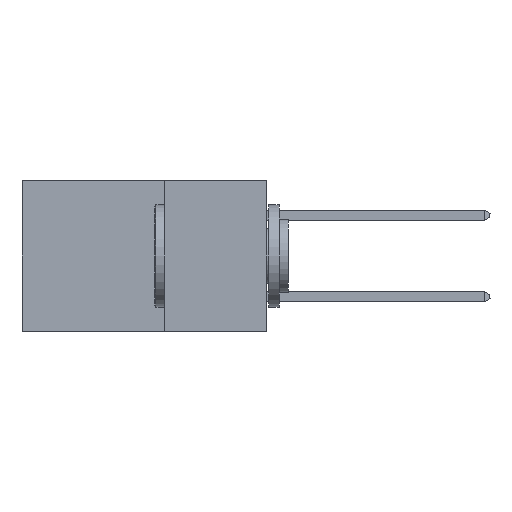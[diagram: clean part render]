
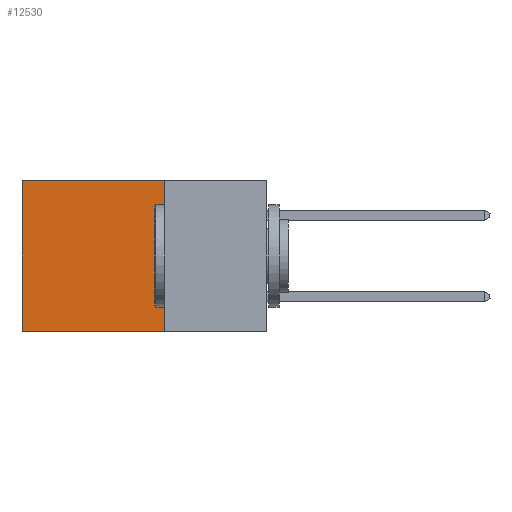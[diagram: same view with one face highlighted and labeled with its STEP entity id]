
A CAD part, left-side view. The second image highlights one B-rep face of the part: STEP entity #12530.
In plain terms, the highlighted planar face has unit normal (-1, 0, 0).
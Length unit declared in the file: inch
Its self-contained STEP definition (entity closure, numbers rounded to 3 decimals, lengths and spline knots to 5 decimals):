
#620 = ORIENTED_EDGE ( 'NONE', *, *, #14732, .F. ) ;
#672 = FACE_OUTER_BOUND ( 'NONE', #8008, .T. ) ;
#939 = ORIENTED_EDGE ( 'NONE', *, *, #2008, .F. ) ;
#1181 = CARTESIAN_POINT ( 'NONE',  ( 0.2875, 0.25, 0. ) ) ;
#1308 = ORIENTED_EDGE ( 'NONE', *, *, #12609, .T. ) ;
#1535 = VERTEX_POINT ( 'NONE', #15503 ) ;
#2008 = EDGE_CURVE ( 'NONE', #11864, #13417, #14572, .T. ) ;
#2246 = VECTOR ( 'NONE', #15704, 39.37008 ) ;
#2648 = PLANE ( 'NONE',  #13176 ) ;
#2702 = DIRECTION ( 'NONE',  ( 1., 0., 0. ) ) ;
#2885 = CARTESIAN_POINT ( 'NONE',  ( 0.2875, 0.25, 0. ) ) ;
#2928 = VECTOR ( 'NONE', #13888, 39.37008 ) ;
#3243 = LINE ( 'NONE', #13215, #9919 ) ;
#3329 = LINE ( 'NONE', #6564, #2928 ) ;
#4461 = CARTESIAN_POINT ( 'NONE',  ( 0.2875, 0.6, 0. ) ) ;
#4481 = CARTESIAN_POINT ( 'NONE',  ( 0.2875, 0.25, -0.37 ) ) ;
#6257 = VERTEX_POINT ( 'NONE', #11535 ) ;
#6564 = CARTESIAN_POINT ( 'NONE',  ( 0.2875, 0.25, 0. ) ) ;
#6818 = ORIENTED_EDGE ( 'NONE', *, *, #15028, .T. ) ;
#8008 = EDGE_LOOP ( 'NONE', ( #6818, #620, #939, #1308 ) ) ;
#8093 = VECTOR ( 'NONE', #11910, 39.37008 ) ;
#8906 = CARTESIAN_POINT ( 'NONE',  ( 0.2875, 0.25, 0. ) ) ;
#9919 = VECTOR ( 'NONE', #14414, 39.37008 ) ;
#11369 = LINE ( 'NONE', #4461, #8093 ) ;
#11377 = DIRECTION ( 'NONE',  ( 0., 0., -1. ) ) ;
#11535 = CARTESIAN_POINT ( 'NONE',  ( 0.2875, 0.6, -0.37 ) ) ;
#11864 = VERTEX_POINT ( 'NONE', #2885 ) ;
#11910 = DIRECTION ( 'NONE',  ( 0., 0., -1. ) ) ;
#12530 = ADVANCED_FACE ( 'NONE', ( #672 ), #2648, .F. ) ;
#12609 = EDGE_CURVE ( 'NONE', #11864, #1535, #3329, .T. ) ;
#13176 = AXIS2_PLACEMENT_3D ( 'NONE', #8906, #2702, #11377 ) ;
#13215 = CARTESIAN_POINT ( 'NONE',  ( 0.2875, 0.25, -0.37 ) ) ;
#13417 = VERTEX_POINT ( 'NONE', #4481 ) ;
#13888 = DIRECTION ( 'NONE',  ( 0., 1., 0. ) ) ;
#14414 = DIRECTION ( 'NONE',  ( 0., 1., 0. ) ) ;
#14572 = LINE ( 'NONE', #1181, #2246 ) ;
#14732 = EDGE_CURVE ( 'NONE', #13417, #6257, #3243, .T. ) ;
#15028 = EDGE_CURVE ( 'NONE', #1535, #6257, #11369, .T. ) ;
#15503 = CARTESIAN_POINT ( 'NONE',  ( 0.2875, 0.6, 0. ) ) ;
#15704 = DIRECTION ( 'NONE',  ( 0., 0., -1. ) ) ;
